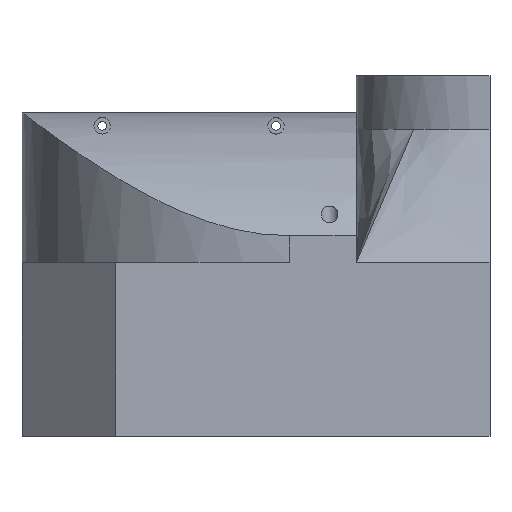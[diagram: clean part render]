
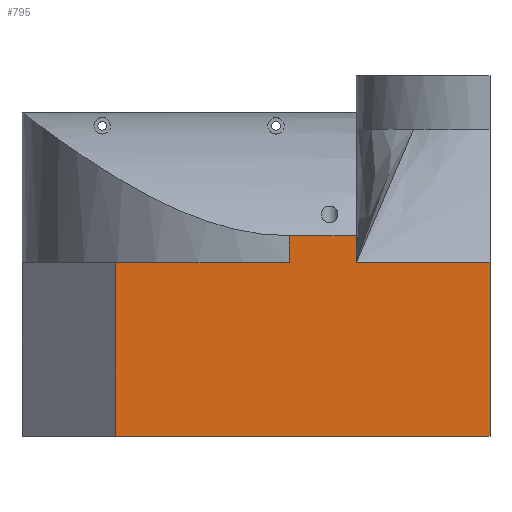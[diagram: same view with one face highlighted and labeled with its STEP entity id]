
A CAD part, top view. The second image highlights one B-rep face of the part: STEP entity #795.
In plain terms, the highlighted planar face has unit normal (0, 0, 1).
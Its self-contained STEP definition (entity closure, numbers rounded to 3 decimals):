
#62=LINE('',#1410,#133);
#77=LINE('',#1530,#148);
#78=LINE('',#1551,#149);
#79=LINE('',#1554,#150);
#82=LINE('',#1560,#153);
#85=LINE('',#1566,#156);
#86=LINE('',#1568,#157);
#87=LINE('',#1569,#158);
#133=VECTOR('',#985,10.);
#148=VECTOR('',#1058,10.);
#149=VECTOR('',#1059,10.);
#150=VECTOR('',#1062,10.);
#153=VECTOR('',#1067,10.);
#156=VECTOR('',#1072,10.);
#157=VECTOR('',#1073,10.);
#158=VECTOR('',#1074,10.);
#241=FACE_OUTER_BOUND('',#292,.T.);
#292=EDGE_LOOP('',(#694,#695,#696,#697,#698,#699,#700,#701));
#358=VERTEX_POINT('',#1351);
#365=VERTEX_POINT('',#1382);
#375=VERTEX_POINT('',#1403);
#391=VERTEX_POINT('',#1528);
#392=VERTEX_POINT('',#1553);
#394=VERTEX_POINT('',#1559);
#396=VERTEX_POINT('',#1565);
#397=VERTEX_POINT('',#1567);
#462=EDGE_CURVE('',#365,#375,#62,.T.);
#495=EDGE_CURVE('',#391,#358,#77,.T.);
#496=EDGE_CURVE('',#358,#375,#78,.T.);
#497=EDGE_CURVE('',#392,#365,#79,.T.);
#500=EDGE_CURVE('',#392,#394,#82,.T.);
#503=EDGE_CURVE('',#396,#391,#85,.T.);
#504=EDGE_CURVE('',#397,#396,#86,.T.);
#505=EDGE_CURVE('',#397,#394,#87,.T.);
#694=ORIENTED_EDGE('',*,*,#462,.T.);
#695=ORIENTED_EDGE('',*,*,#496,.F.);
#696=ORIENTED_EDGE('',*,*,#495,.F.);
#697=ORIENTED_EDGE('',*,*,#503,.F.);
#698=ORIENTED_EDGE('',*,*,#504,.F.);
#699=ORIENTED_EDGE('',*,*,#505,.T.);
#700=ORIENTED_EDGE('',*,*,#500,.F.);
#701=ORIENTED_EDGE('',*,*,#497,.T.);
#756=PLANE('',#882);
#795=ADVANCED_FACE('',(#241),#756,.T.);
#882=AXIS2_PLACEMENT_3D('',#1564,#1070,#1071);
#985=DIRECTION('',(0.,1.,0.));
#1058=DIRECTION('',(0.,-1.,0.));
#1059=DIRECTION('',(1.,0.,0.));
#1062=DIRECTION('',(1.,0.,0.));
#1067=DIRECTION('',(0.,1.,0.));
#1070=DIRECTION('center_axis',(0.,0.,1.));
#1071=DIRECTION('ref_axis',(-1.,0.,0.));
#1072=DIRECTION('',(1.,0.,0.));
#1073=DIRECTION('',(0.,1.,0.));
#1074=DIRECTION('',(-1.,0.,0.));
#1351=CARTESIAN_POINT('',(-50.,0.,100.));
#1382=CARTESIAN_POINT('',(0.,-65.,100.));
#1403=CARTESIAN_POINT('',(0.,0.,100.));
#1410=CARTESIAN_POINT('',(0.,1.423,100.));
#1528=CARTESIAN_POINT('',(-50.,10.,100.));
#1530=CARTESIAN_POINT('',(-50.,10.,100.));
#1551=CARTESIAN_POINT('',(-75.,0.,100.));
#1553=CARTESIAN_POINT('',(-140.,-65.,100.));
#1554=CARTESIAN_POINT('',(33.913,-65.,100.));
#1559=CARTESIAN_POINT('',(-140.,0.,100.));
#1560=CARTESIAN_POINT('',(-140.,-65.,100.));
#1564=CARTESIAN_POINT('Origin',(75.,0.,100.));
#1565=CARTESIAN_POINT('',(-75.,10.,100.));
#1566=CARTESIAN_POINT('',(-75.,10.,100.));
#1567=CARTESIAN_POINT('',(-75.,0.,100.));
#1568=CARTESIAN_POINT('',(-75.,0.,100.));
#1569=CARTESIAN_POINT('',(175.,0.,100.));
